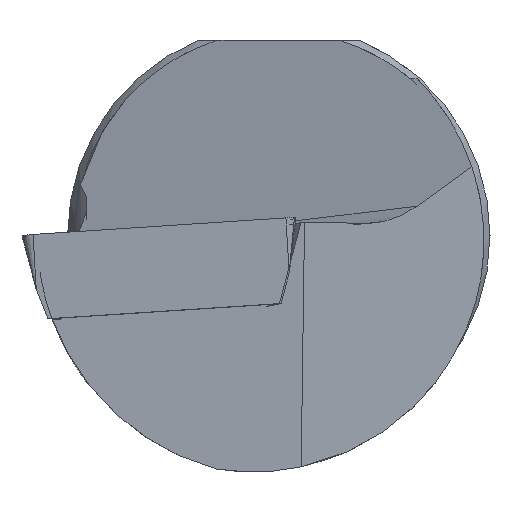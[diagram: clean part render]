
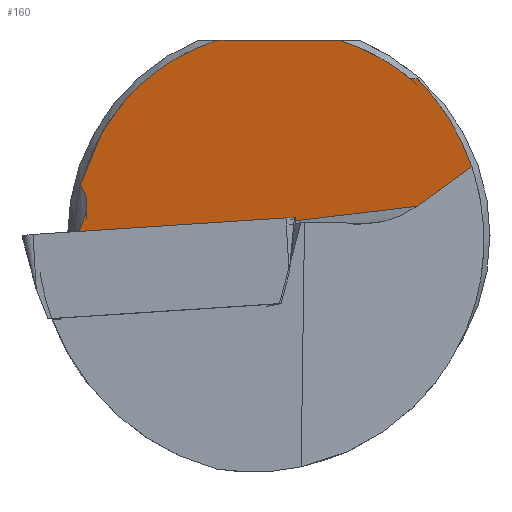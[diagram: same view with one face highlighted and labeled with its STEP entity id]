
A CAD part, left-side view. The second image highlights one B-rep face of the part: STEP entity #160.
In plain terms, the highlighted planar face has unit normal (-0.356, 0.312, 0.881).
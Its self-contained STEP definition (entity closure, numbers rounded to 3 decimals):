
#144=B_SPLINE_CURVE_WITH_KNOTS('',3,(#939,#940,#941,#942),.UNSPECIFIED.,
 .F.,.F.,(4,4),(0.,1.),.UNSPECIFIED.);
#160=ADVANCED_FACE('',(#209),#189,.T.);
#189=PLANE('',#668);
#209=FACE_OUTER_BOUND('',#240,.T.);
#240=EDGE_LOOP('',(#318,#319,#320,#321,#322,#323,#324,#325));
#275=ELLIPSE('',#664,21.777,7.75);
#276=ELLIPSE('',#665,21.777,7.75);
#277=ELLIPSE('',#666,9.082,8.);
#278=ELLIPSE('',#667,24.587,8.75);
#318=ORIENTED_EDGE('',*,*,#518,.F.);
#319=ORIENTED_EDGE('',*,*,#519,.F.);
#320=ORIENTED_EDGE('',*,*,#520,.F.);
#321=ORIENTED_EDGE('',*,*,#521,.F.);
#322=ORIENTED_EDGE('',*,*,#522,.T.);
#323=ORIENTED_EDGE('',*,*,#505,.T.);
#324=ORIENTED_EDGE('',*,*,#513,.F.);
#325=ORIENTED_EDGE('',*,*,#523,.T.);
#450=VERTEX_POINT('',#894);
#451=VERTEX_POINT('',#896);
#456=VERTEX_POINT('',#922);
#459=VERTEX_POINT('',#943);
#460=VERTEX_POINT('',#944);
#461=VERTEX_POINT('',#946);
#462=VERTEX_POINT('',#948);
#463=VERTEX_POINT('',#950);
#505=EDGE_CURVE('',#451,#450,#578,.T.);
#513=EDGE_CURVE('',#456,#450,#580,.T.);
#518=EDGE_CURVE('',#459,#460,#144,.T.);
#519=EDGE_CURVE('',#461,#459,#275,.T.);
#520=EDGE_CURVE('',#462,#461,#581,.T.);
#521=EDGE_CURVE('',#463,#462,#276,.T.);
#522=EDGE_CURVE('',#463,#451,#277,.T.);
#523=EDGE_CURVE('',#456,#460,#278,.T.);
#578=LINE('',#895,#616);
#580=LINE('',#921,#618);
#581=LINE('',#947,#619);
#616=VECTOR('',#734,1.);
#618=VECTOR('',#746,1.);
#619=VECTOR('',#757,1.);
#664=AXIS2_PLACEMENT_3D('',#945,#755,#756);
#665=AXIS2_PLACEMENT_3D('',#949,#758,#759);
#666=AXIS2_PLACEMENT_3D('',#951,#760,#761);
#667=AXIS2_PLACEMENT_3D('',#952,#762,#763);
#668=AXIS2_PLACEMENT_3D('',#953,#764,#765);
#734=DIRECTION('',(-0.498,-0.861,0.104));
#746=DIRECTION('',(-0.593,0.653,-0.471));
#755=DIRECTION('',(0.356,-0.312,-0.881));
#756=DIRECTION('',(0.935,0.119,0.335));
#757=DIRECTION('',(-0.659,-0.752,0.));
#758=DIRECTION('',(0.356,-0.312,-0.881));
#759=DIRECTION('',(0.935,0.119,0.335));
#760=DIRECTION('',(0.356,-0.312,-0.881));
#761=DIRECTION('',(-0.662,0.581,-0.473));
#762=DIRECTION('',(-0.356,0.312,0.881));
#763=DIRECTION('',(0.935,0.119,0.335));
#764=DIRECTION('',(-0.356,0.312,0.881));
#765=DIRECTION('',(0.927,0.,0.375));
#894=CARTESIAN_POINT('',(4.85,-5.239,1.114));
#895=CARTESIAN_POINT('',(13.883,10.373,-0.769));
#896=CARTESIAN_POINT('',(12.533,8.04,-0.488));
#921=CARTESIAN_POINT('',(5.525,-5.983,1.651));
#922=CARTESIAN_POINT('',(6.728,-7.308,2.607));
#939=CARTESIAN_POINT('',(17.,-4.986,5.934));
#940=CARTESIAN_POINT('',(16.94,-5.072,5.94));
#941=CARTESIAN_POINT('',(16.879,-5.157,5.946));
#942=CARTESIAN_POINT('',(16.819,-5.243,5.951));
#943=CARTESIAN_POINT('',(17.,-4.986,5.934));
#944=CARTESIAN_POINT('',(16.819,-5.243,5.951));
#945=CARTESIAN_POINT('',(6.688,0.,0.));
#946=CARTESIAN_POINT('',(22.983,-2.303,7.4));
#947=CARTESIAN_POINT('',(8.531,-18.777,7.4));
#948=CARTESIAN_POINT('',(27.023,2.303,7.4));
#949=CARTESIAN_POINT('',(6.688,0.,0.));
#950=CARTESIAN_POINT('',(18.02,7.509,1.917));
#951=CARTESIAN_POINT('',(16.,15.25,-1.643));
#952=CARTESIAN_POINT('',(7.052,0.98,-0.2));
#953=CARTESIAN_POINT('',(12.242,9.911,-1.269));
